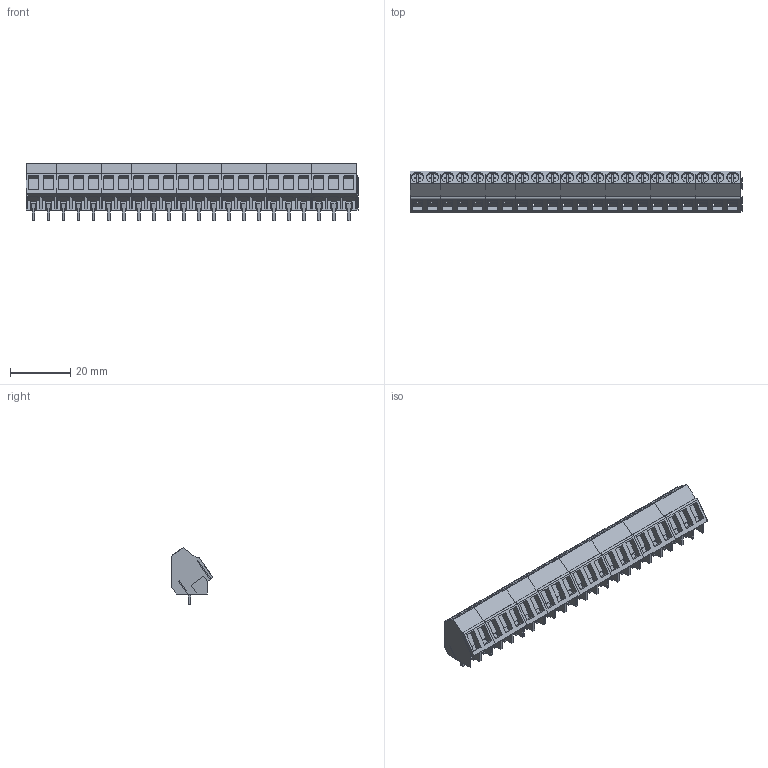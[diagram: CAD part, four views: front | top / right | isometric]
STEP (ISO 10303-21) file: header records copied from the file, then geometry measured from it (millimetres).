
FILE_DESCRIPTION(('CATIA V5 STEP Exchange','CAx-IF Rec.Pracs.--- Model Styling and Organization---1.2---2011-12-15'),'2;1');
FILE_NAME ('D1449949_0_1234020000_1234020000.stp','2018-03-31T05:35:16+00:00',('none'),('Weidmueller'),'CATIA Version 5-6 Release 2014','CATIA V5 STEP AP214','none');
FILE_SCHEMA(('AUTOMOTIVE_DESIGN { 1 0 10303 214 1 1 1 1 }'));
Products named in the file (1): 1234020000
Bounding box: 110.55 x 13.9 x 19 mm (x, y, z)
Volume: 12721.8 mm3; surface area: 15824.5 mm2
Topology: 52 solids, 52 shells, 1896 faces, 5222 edges, 3452 vertices
Faces by surface type: plane 1756, cylinder 140
Entity records: 58009 total; most frequent: ORIENTED_EDGE 10444, CARTESIAN_POINT 10408, DIRECTION 7986, EDGE_CURVE 5222, VECTOR 4854, LINE 4854, VERTEX_POINT 3452, EDGE_LOOP 1962
